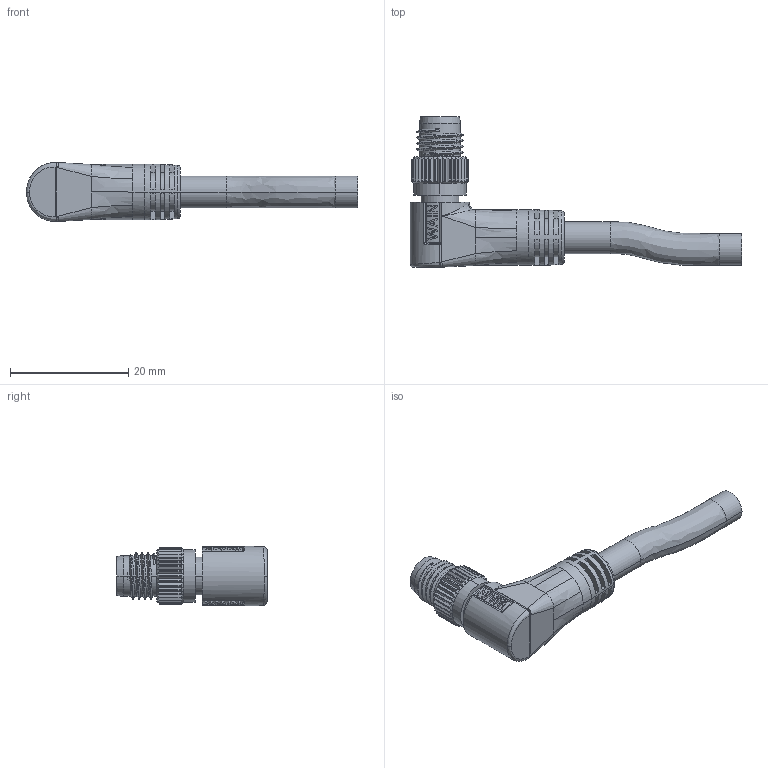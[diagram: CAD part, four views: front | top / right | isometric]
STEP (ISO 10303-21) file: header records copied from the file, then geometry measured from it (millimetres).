
FILE_DESCRIPTION(/* description */ (''),/* implementation_level */ '2;1');
FILE_NAME(/* name */ '3D_M8-M04-S_V1.0_stp.stp',/* time_stamp */ '2024-03-18T19:09:12+08:00',/* author */ (''),/* organization */ (''),/* preprocessor_version */ 'ST-DEVELOPER v18.1',/* originating_system */ 'SIEMENS PLM Software NX 1980',/* authorisation */ '');
FILE_SCHEMA (('AUTOMOTIVE_DESIGN { 1 0 10303 214 3 1 1 1 }'));
Length unit declared in the file: inch
Products named in the file (1): 3D_1620045012042-M8-M04-S-5.0-PUR-SH_V1.0_stp
Bounding box: 56 x 25.45 x 10 mm (x, y, z)
Volume: 3253.5 mm3; surface area: 2965.9 mm2
Topology: 1 solids, 1 shells, 413 faces, 1080 edges, 698 vertices
Faces by surface type: plane 220, cylinder 120, bspline 29, cone 20, torus 14, sphere 8, revolution 2
Entity records: 15911 total; most frequent: CARTESIAN_POINT 6526, ORIENTED_EDGE 2144, DIRECTION 1636, EDGE_CURVE 1072, VERTEX_POINT 698, AXIS2_PLACEMENT_3D 611, EDGE_LOOP 450, B_SPLINE_CURVE_WITH_KNOTS 429
